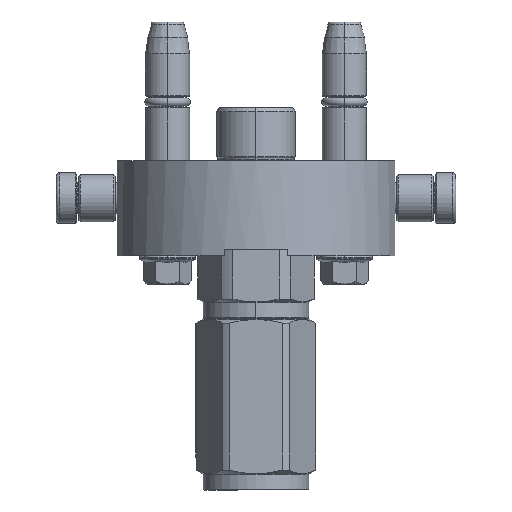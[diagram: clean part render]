
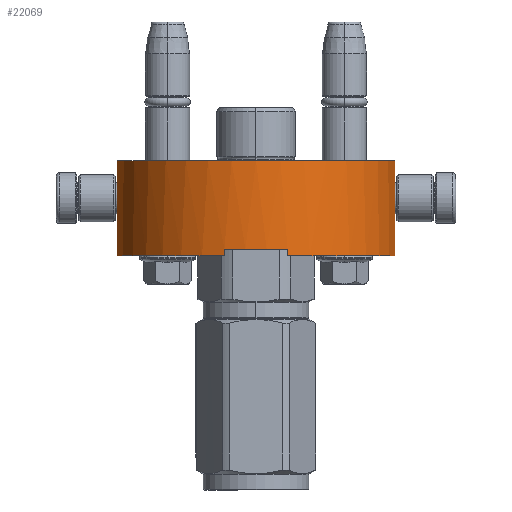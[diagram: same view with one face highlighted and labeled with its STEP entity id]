
A CAD part, left-side view. The second image highlights one B-rep face of the part: STEP entity #22069.
In plain terms, the highlighted cylindrical face has radius 44.75 mm (diameter 89.5 mm), a partial arc.
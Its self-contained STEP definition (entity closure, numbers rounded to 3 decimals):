
#642 = AXIS2_PLACEMENT_3D ( 'NONE', #8479, #4883, #16616 ) ;
#2885 = CARTESIAN_POINT ( 'NONE',  ( 44., 30., 8.159 ) ) ;
#3210 = VERTEX_POINT ( 'NONE', #12012 ) ;
#3519 = VECTOR ( 'NONE', #40525, 1000. ) ;
#4259 = DIRECTION ( 'NONE',  ( 0., 1., 0. ) ) ;
#4778 = ORIENTED_EDGE ( 'NONE', *, *, #44485, .F. ) ;
#4883 = DIRECTION ( 'NONE',  ( 0., -1., 0. ) ) ;
#6126 = VERTEX_POINT ( 'NONE', #17717 ) ;
#7456 = VERTEX_POINT ( 'NONE', #47551 ) ;
#7811 = EDGE_CURVE ( 'NONE', #7456, #30422, #42686, .T. ) ;
#8479 = CARTESIAN_POINT ( 'NONE',  ( 0., 0., 0. ) ) ;
#9233 = ORIENTED_EDGE ( 'NONE', *, *, #7811, .T. ) ;
#11437 = CARTESIAN_POINT ( 'NONE',  ( 0., 30., 0. ) ) ;
#11537 = VERTEX_POINT ( 'NONE', #37821 ) ;
#12012 = CARTESIAN_POINT ( 'NONE',  ( -44., 0., 8.159 ) ) ;
#15020 = EDGE_CURVE ( 'NONE', #6126, #11537, #28875, .T. ) ;
#15191 = DIRECTION ( 'NONE',  ( -0.983, 0., 0.182 ) ) ;
#15671 = ORIENTED_EDGE ( 'NONE', *, *, #24873, .T. ) ;
#16403 = DIRECTION ( 'NONE',  ( 0., 1., 0. ) ) ;
#16452 = CARTESIAN_POINT ( 'NONE',  ( 44., 0., 8.159 ) ) ;
#16616 = DIRECTION ( 'NONE',  ( 1., 0., 0. ) ) ;
#16724 = AXIS2_PLACEMENT_3D ( 'NONE', #23976, #4259, #28204 ) ;
#16893 = CIRCLE ( 'NONE', #43381, 44.75 ) ;
#17717 = CARTESIAN_POINT ( 'NONE',  ( -10., 28., 43.618 ) ) ;
#18058 = CARTESIAN_POINT ( 'NONE',  ( -44., 30., 8.159 ) ) ;
#18894 = DIRECTION ( 'NONE',  ( 0., 1., 0. ) ) ;
#21112 = VECTOR ( 'NONE', #24666, 1000. ) ;
#22069 = ADVANCED_FACE ( 'NONE', ( #48304 ), #45152, .T. ) ;
#23976 = CARTESIAN_POINT ( 'NONE',  ( 0., 30., 0. ) ) ;
#24495 = VECTOR ( 'NONE', #35987, 1000. ) ;
#24666 = DIRECTION ( 'NONE',  ( 0., 1., 0. ) ) ;
#24873 = EDGE_CURVE ( 'NONE', #3210, #7456, #28070, .T. ) ;
#25464 = DIRECTION ( 'NONE',  ( 0., 1., 0. ) ) ;
#25589 = AXIS2_PLACEMENT_3D ( 'NONE', #47647, #51709, #15191 ) ;
#26073 = ORIENTED_EDGE ( 'NONE', *, *, #43871, .F. ) ;
#27078 = ORIENTED_EDGE ( 'NONE', *, *, #15020, .T. ) ;
#27423 = DIRECTION ( 'NONE',  ( 0.223, 0., 0.975 ) ) ;
#27861 = EDGE_CURVE ( 'NONE', #48462, #30422, #16893, .T. ) ;
#28070 = CIRCLE ( 'NONE', #25589, 44.75 ) ;
#28204 = DIRECTION ( 'NONE',  ( -0.983, 0., 0.182 ) ) ;
#28875 = LINE ( 'NONE', #41075, #51697 ) ;
#29673 = ORIENTED_EDGE ( 'NONE', *, *, #44540, .F. ) ;
#30422 = VERTEX_POINT ( 'NONE', #2885 ) ;
#30927 = EDGE_CURVE ( 'NONE', #3210, #38576, #46003, .T. ) ;
#34078 = ORIENTED_EDGE ( 'NONE', *, *, #30927, .F. ) ;
#35717 = EDGE_LOOP ( 'NONE', ( #27078, #26073, #34078, #15671, #9233, #40213, #4778, #29673 ) ) ;
#35987 = DIRECTION ( 'NONE',  ( 0., 1., 0. ) ) ;
#36518 = CARTESIAN_POINT ( 'NONE',  ( 10., 30., 43.618 ) ) ;
#36782 = AXIS2_PLACEMENT_3D ( 'NONE', #44978, #16403, #36990 ) ;
#36990 = DIRECTION ( 'NONE',  ( -0.223, 0., 0.975 ) ) ;
#37725 = CIRCLE ( 'NONE', #36782, 44.75 ) ;
#37821 = CARTESIAN_POINT ( 'NONE',  ( -10., 30., 43.618 ) ) ;
#38428 = CIRCLE ( 'NONE', #16724, 44.75 ) ;
#38576 = VERTEX_POINT ( 'NONE', #18058 ) ;
#40213 = ORIENTED_EDGE ( 'NONE', *, *, #27861, .F. ) ;
#40525 = DIRECTION ( 'NONE',  ( 0., 1., 0. ) ) ;
#41075 = CARTESIAN_POINT ( 'NONE',  ( -10., 28., 43.618 ) ) ;
#41470 = CARTESIAN_POINT ( 'NONE',  ( 10., 28., 43.618 ) ) ;
#41867 = VERTEX_POINT ( 'NONE', #41470 ) ;
#42686 = LINE ( 'NONE', #16452, #21112 ) ;
#43381 = AXIS2_PLACEMENT_3D ( 'NONE', #11437, #18894, #27423 ) ;
#43871 = EDGE_CURVE ( 'NONE', #38576, #11537, #38428, .T. ) ;
#44140 = CARTESIAN_POINT ( 'NONE',  ( -44., 0., 8.159 ) ) ;
#44485 = EDGE_CURVE ( 'NONE', #41867, #48462, #48539, .T. ) ;
#44540 = EDGE_CURVE ( 'NONE', #6126, #41867, #37725, .T. ) ;
#44638 = CARTESIAN_POINT ( 'NONE',  ( 10., 28., 43.618 ) ) ;
#44978 = CARTESIAN_POINT ( 'NONE',  ( 0., 28., 0. ) ) ;
#45152 = CYLINDRICAL_SURFACE ( 'NONE', #642, 44.75 ) ;
#46003 = LINE ( 'NONE', #44140, #24495 ) ;
#47551 = CARTESIAN_POINT ( 'NONE',  ( 44., 0., 8.159 ) ) ;
#47647 = CARTESIAN_POINT ( 'NONE',  ( 0., 0., 0. ) ) ;
#48304 = FACE_OUTER_BOUND ( 'NONE', #35717, .T. ) ;
#48462 = VERTEX_POINT ( 'NONE', #36518 ) ;
#48539 = LINE ( 'NONE', #44638, #3519 ) ;
#51697 = VECTOR ( 'NONE', #25464, 1000. ) ;
#51709 = DIRECTION ( 'NONE',  ( 0., 1., 0. ) ) ;
